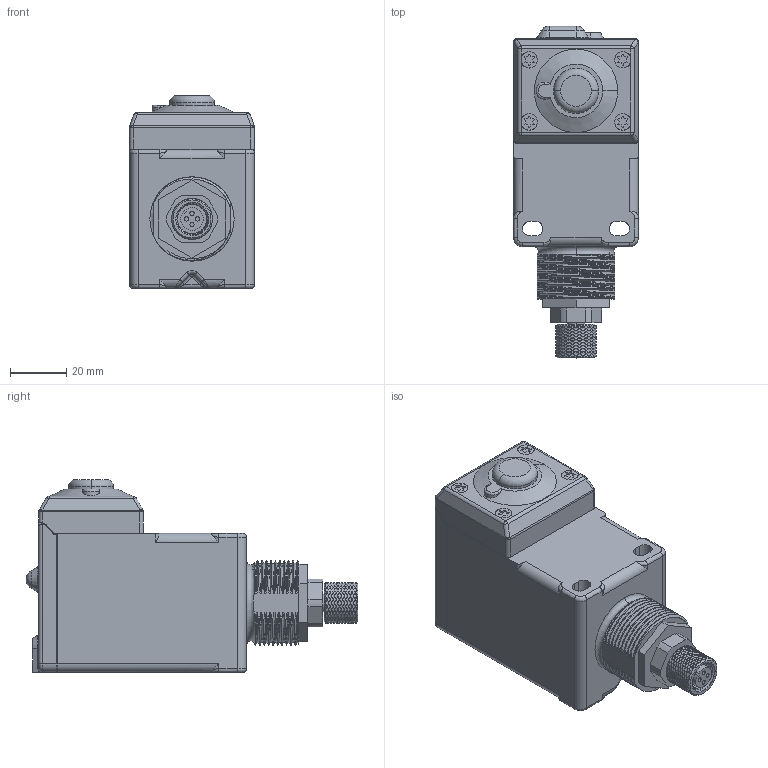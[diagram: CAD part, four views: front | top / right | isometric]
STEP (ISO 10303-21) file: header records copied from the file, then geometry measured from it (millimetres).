
FILE_DESCRIPTION((''),'2;1');
FILE_NAME('193164_ASM','2016-01-29T',('pdmadmin'),(''),'PRO/ENGINEER BY PARAMETRIC TECHNOLOGY CORPORATION, 2013230','PRO/ENGINEER BY PARAMETRIC TECHNOLOGY CORPORATION, 2013230','');
FILE_SCHEMA(('CONFIG_CONTROL_DESIGN'));
Products named in the file (15): 165145; 153158; 14840; 35813; 160408_ASM; 138031; 79959_BODY; 79959_NUT; 79959_ASM; 165144_AF0; 179857_ASM; 159269; 179858_ASM; FLAT_TORX; 193164_ASM
Assembly tree (17 placements, depth 4):
  193164_ASM
    165145
    160408_ASM
      153158
      14840
      35813
    138031
    79959_ASM
      79959_BODY
      79959_NUT
    179858_ASM
      179857_ASM
        165144_AF0
      159269
    FLAT_TORX  x4
Bounding box: 44.45 x 118.05 x 68.64 mm (x, y, z)
Volume: 84061.4 mm3; surface area: 59189.4 mm2
Topology: 13 solids, 13 shells, 2983 faces, 6717 edges, 3768 vertices
Faces by surface type: bspline 1586, cylinder 816, plane 399, torus 71, cone 66, sphere 45
Entity records: 163320 total; most frequent: CARTESIAN_POINT 110827, ORIENTED_EDGE 13006, DIRECTION 6522, EDGE_CURVE 6503, VERTEX_POINT 3642, B_SPLINE_CURVE_WITH_KNOTS 3552, EDGE_LOOP 2967, FACE_OUTER_BOUND 2908
